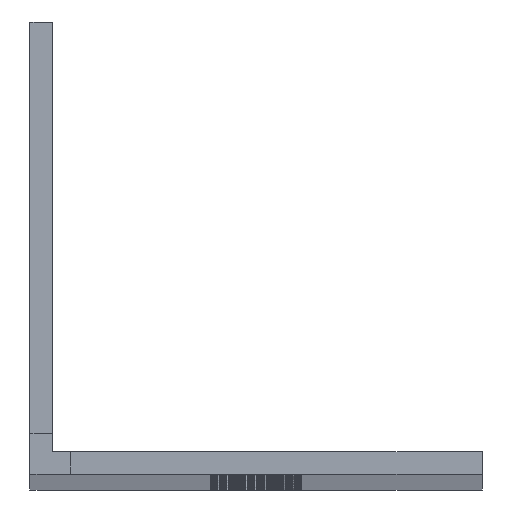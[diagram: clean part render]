
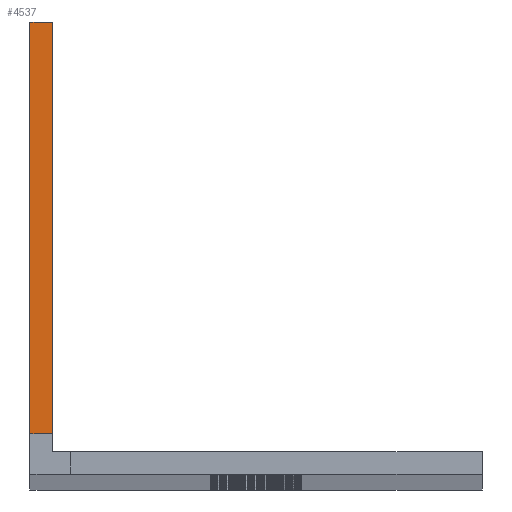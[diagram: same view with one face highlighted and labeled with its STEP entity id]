
A CAD part, top view. The second image highlights one B-rep face of the part: STEP entity #4537.
In plain terms, the highlighted planar face has unit normal (0, 0, 1).
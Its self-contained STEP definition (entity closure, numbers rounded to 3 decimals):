
#518=FACE_OUTER_BOUND('',#805,.T.);
#805=EDGE_LOOP('',(#3572,#3573,#3574,#3575));
#1001=LINE('',#6566,#1431);
#1258=LINE('',#7380,#1688);
#1259=LINE('',#7382,#1689);
#1260=LINE('',#7383,#1690);
#1431=VECTOR('',#5251,3.1);
#1688=VECTOR('',#6012,10.);
#1689=VECTOR('',#6013,10.);
#1690=VECTOR('',#6014,3.1);
#1909=VERTEX_POINT('',#6563);
#1910=VERTEX_POINT('',#6565);
#2215=VERTEX_POINT('',#7379);
#2216=VERTEX_POINT('',#7381);
#2331=EDGE_CURVE('',#1909,#1910,#1001,.T.);
#2738=EDGE_CURVE('',#2215,#1910,#1258,.T.);
#2739=EDGE_CURVE('',#1909,#2216,#1259,.T.);
#2740=EDGE_CURVE('',#2216,#2215,#1260,.T.);
#3572=ORIENTED_EDGE('',*,*,#2738,.T.);
#3573=ORIENTED_EDGE('',*,*,#2331,.F.);
#3574=ORIENTED_EDGE('',*,*,#2739,.T.);
#3575=ORIENTED_EDGE('',*,*,#2740,.T.);
#4162=PLANE('',#4972);
#4537=ADVANCED_FACE('',(#518),#4162,.T.);
#4972=AXIS2_PLACEMENT_3D('',#7378,#6010,#6011);
#5251=DIRECTION('',(0.,-1.,0.));
#6010=DIRECTION('center_axis',(0.,0.,1.));
#6011=DIRECTION('ref_axis',(1.,0.,0.));
#6012=DIRECTION('',(1.,0.,0.));
#6013=DIRECTION('',(-1.,0.,0.));
#6014=DIRECTION('',(0.,-1.,0.));
#6563=CARTESIAN_POINT('',(-47.5,50.,0.));
#6565=CARTESIAN_POINT('',(-47.5,4.5,0.));
#6566=CARTESIAN_POINT('',(-47.5,-5.239,0.));
#7378=CARTESIAN_POINT('Origin',(-50.,4.5,0.));
#7379=CARTESIAN_POINT('',(-50.,4.5,0.));
#7380=CARTESIAN_POINT('',(-48.05,4.5,0.));
#7381=CARTESIAN_POINT('',(-50.,50.,0.));
#7382=CARTESIAN_POINT('',(-47.5,50.,0.));
#7383=CARTESIAN_POINT('',(-50.,-5.239,0.));
